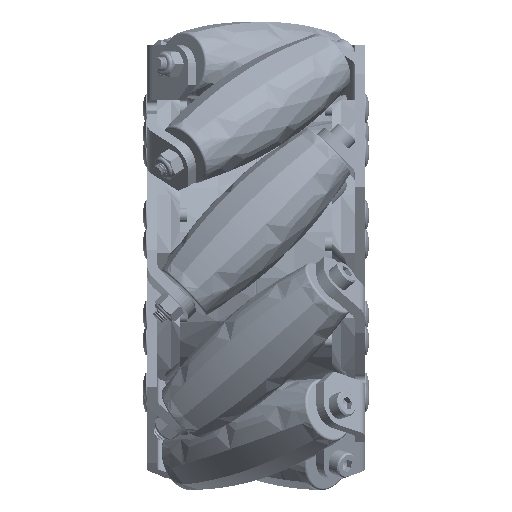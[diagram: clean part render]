
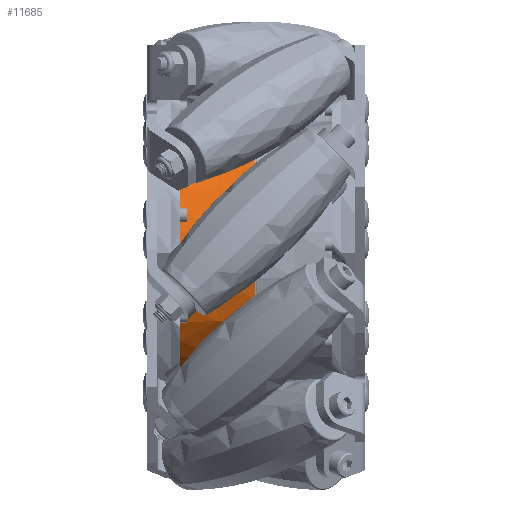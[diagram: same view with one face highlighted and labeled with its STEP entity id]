
A CAD part, front view. The second image highlights one B-rep face of the part: STEP entity #11685.
In plain terms, the highlighted conical face has half-angle 1 degrees and reference radius 28.575 mm.
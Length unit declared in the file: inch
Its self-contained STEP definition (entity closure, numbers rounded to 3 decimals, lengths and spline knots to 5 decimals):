
#345 = VECTOR ( 'NONE', #28664, 39.37008 ) ;
#1465 = EDGE_LOOP ( 'NONE', ( #3682, #10416, #12124, #23576 ) ) ;
#2784 = CONICAL_SURFACE ( 'NONE', #18396, 1.125, 0.017 ) ;
#3682 = ORIENTED_EDGE ( 'NONE', *, *, #6470, .T. ) ;
#6445 = CARTESIAN_POINT ( 'NONE',  ( 0.83309, 0., 1.12509 ) ) ;
#6470 = EDGE_CURVE ( 'NONE', #22124, #12289, #18545, .T. ) ;
#7573 = CARTESIAN_POINT ( 'NONE',  ( 0.19241, 0., 1.13627 ) ) ;
#10084 = DIRECTION ( 'NONE',  ( -1., 0., 0. ) ) ;
#10416 = ORIENTED_EDGE ( 'NONE', *, *, #30632, .T. ) ;
#11685 = ADVANCED_FACE ( 'NONE', ( #26086 ), #2784, .T. ) ;
#11810 = DIRECTION ( 'NONE',  ( 0., 0., -1. ) ) ;
#12124 = ORIENTED_EDGE ( 'NONE', *, *, #16694, .T. ) ;
#12289 = VERTEX_POINT ( 'NONE', #6445 ) ;
#12413 = LINE ( 'NONE', #24573, #19299 ) ;
#12935 = CIRCLE ( 'NONE', #14822, 1.13627 ) ;
#13662 = DIRECTION ( 'NONE',  ( 1., 0., 0. ) ) ;
#14160 = CARTESIAN_POINT ( 'NONE',  ( 0.83309, 0., -1.12509 ) ) ;
#14822 = AXIS2_PLACEMENT_3D ( 'NONE', #31100, #13662, #33970 ) ;
#16694 = EDGE_CURVE ( 'NONE', #37581, #23308, #12935, .T. ) ;
#17599 = AXIS2_PLACEMENT_3D ( 'NONE', #27536, #10084, #30438 ) ;
#18024 = DIRECTION ( 'NONE',  ( -1., 0., 0. ) ) ;
#18396 = AXIS2_PLACEMENT_3D ( 'NONE', #35399, #18024, #11810 ) ;
#18545 = CIRCLE ( 'NONE', #17599, 1.12509 ) ;
#19299 = VECTOR ( 'NONE', #36047, 39.37008 ) ;
#19909 = CARTESIAN_POINT ( 'NONE',  ( 0.838, 0., 1.125 ) ) ;
#20226 = CARTESIAN_POINT ( 'NONE',  ( 0.19241, 0., -1.13627 ) ) ;
#22124 = VERTEX_POINT ( 'NONE', #14160 ) ;
#22779 = LINE ( 'NONE', #19909, #345 ) ;
#23308 = VERTEX_POINT ( 'NONE', #20226 ) ;
#23576 = ORIENTED_EDGE ( 'NONE', *, *, #27219, .F. ) ;
#24573 = CARTESIAN_POINT ( 'NONE',  ( 0.838, 0., -1.125 ) ) ;
#26086 = FACE_OUTER_BOUND ( 'NONE', #1465, .T. ) ;
#27219 = EDGE_CURVE ( 'NONE', #22124, #23308, #12413, .T. ) ;
#27536 = CARTESIAN_POINT ( 'NONE',  ( 0.83309, 0., 0. ) ) ;
#28664 = DIRECTION ( 'NONE',  ( -1., 0., 0.017 ) ) ;
#30438 = DIRECTION ( 'NONE',  ( 0., 0., 1. ) ) ;
#30632 = EDGE_CURVE ( 'NONE', #12289, #37581, #22779, .T. ) ;
#31100 = CARTESIAN_POINT ( 'NONE',  ( 0.19241, 0., 0. ) ) ;
#33970 = DIRECTION ( 'NONE',  ( 0., 0., -1. ) ) ;
#35399 = CARTESIAN_POINT ( 'NONE',  ( 0.838, 0., 0. ) ) ;
#36047 = DIRECTION ( 'NONE',  ( -1., 0., -0.017 ) ) ;
#37581 = VERTEX_POINT ( 'NONE', #7573 ) ;
